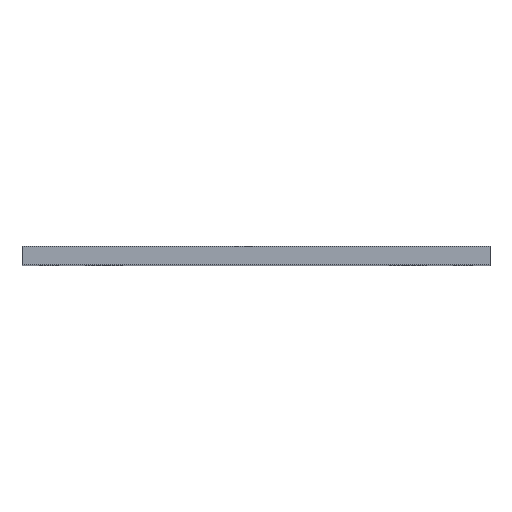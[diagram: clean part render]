
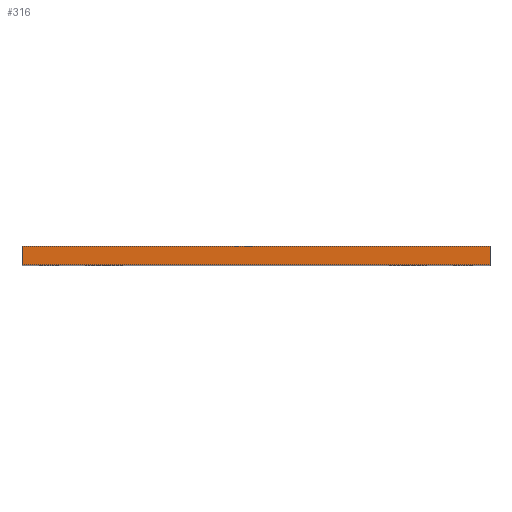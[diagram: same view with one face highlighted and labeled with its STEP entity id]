
A CAD part, top view. The second image highlights one B-rep face of the part: STEP entity #316.
In plain terms, the highlighted planar face has unit normal (0, 0, 1).
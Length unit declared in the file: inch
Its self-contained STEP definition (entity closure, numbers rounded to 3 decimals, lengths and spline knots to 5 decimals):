
#2 = DIRECTION ( 'NONE',  ( -1., 0., 0. ) ) ;
#16 = CARTESIAN_POINT ( 'NONE',  ( 2.875, -1.1885, 2.5 ) ) ;
#43 = CARTESIAN_POINT ( 'NONE',  ( 1.565, -1.0635, 2.5 ) ) ;
#61 = CARTESIAN_POINT ( 'NONE',  ( 1.565, -0.302, 2.5 ) ) ;
#79 = DIRECTION ( 'NONE',  ( 0., -1., 0. ) ) ;
#85 = VECTOR ( 'NONE', #2, 39.37008 ) ;
#123 = VERTEX_POINT ( 'NONE', #567 ) ;
#252 = EDGE_LOOP ( 'NONE', ( #642, #633, #863, #485 ) ) ;
#266 = DIRECTION ( 'NONE',  ( -1., 0., 0. ) ) ;
#281 = VERTEX_POINT ( 'NONE', #689 ) ;
#316 = ADVANCED_FACE ( 'NONE', ( #545 ), #451, .T. ) ;
#335 = EDGE_CURVE ( 'NONE', #281, #123, #528, .T. ) ;
#339 = DIRECTION ( 'NONE',  ( 0., 1., 0. ) ) ;
#353 = AXIS2_PLACEMENT_3D ( 'NONE', #475, #448, #426 ) ;
#415 = CARTESIAN_POINT ( 'NONE',  ( -1.565, -0.302, 2.5 ) ) ;
#426 = DIRECTION ( 'NONE',  ( 1., 0., 0. ) ) ;
#448 = DIRECTION ( 'NONE',  ( 0., 0., 1. ) ) ;
#451 = PLANE ( 'NONE',  #353 ) ;
#475 = CARTESIAN_POINT ( 'NONE',  ( 2.875, -1.1885, 2.5 ) ) ;
#485 = ORIENTED_EDGE ( 'NONE', *, *, #879, .T. ) ;
#497 = EDGE_CURVE ( 'NONE', #514, #281, #665, .T. ) ;
#514 = VERTEX_POINT ( 'NONE', #886 ) ;
#528 = LINE ( 'NONE', #415, #587 ) ;
#545 = FACE_OUTER_BOUND ( 'NONE', #252, .T. ) ;
#567 = CARTESIAN_POINT ( 'NONE',  ( -1.565, -1.0635, 2.5 ) ) ;
#587 = VECTOR ( 'NONE', #339, 39.37008 ) ;
#633 = ORIENTED_EDGE ( 'NONE', *, *, #497, .F. ) ;
#642 = ORIENTED_EDGE ( 'NONE', *, *, #335, .F. ) ;
#647 = VERTEX_POINT ( 'NONE', #43 ) ;
#660 = EDGE_CURVE ( 'NONE', #647, #514, #775, .T. ) ;
#665 = LINE ( 'NONE', #16, #85 ) ;
#689 = CARTESIAN_POINT ( 'NONE',  ( -1.565, -1.1885, 2.5 ) ) ;
#753 = VECTOR ( 'NONE', #79, 39.37008 ) ;
#775 = LINE ( 'NONE', #61, #753 ) ;
#814 = VECTOR ( 'NONE', #266, 39.37008 ) ;
#843 = CARTESIAN_POINT ( 'NONE',  ( 2.875, -1.0635, 2.5 ) ) ;
#863 = ORIENTED_EDGE ( 'NONE', *, *, #660, .F. ) ;
#864 = LINE ( 'NONE', #843, #814 ) ;
#879 = EDGE_CURVE ( 'NONE', #647, #123, #864, .T. ) ;
#886 = CARTESIAN_POINT ( 'NONE',  ( 1.565, -1.1885, 2.5 ) ) ;
